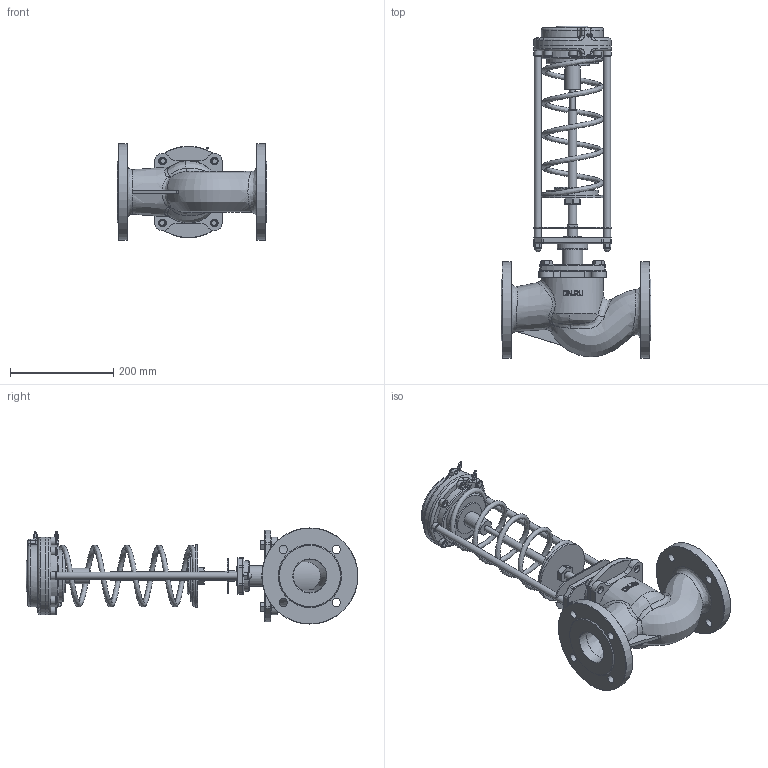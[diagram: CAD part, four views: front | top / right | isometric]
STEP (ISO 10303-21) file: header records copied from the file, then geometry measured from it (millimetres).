
FILE_DESCRIPTION(/* description */ (''),/* implementation_level */ '2;1');
FILE_NAME(/* name */ 'DN65_3D_STEP.stp',/* time_stamp */ '2024-04-25T10:36:14+03:00',/* author */ ('igorr'),/* organization */ (''),/* preprocessor_version */ 'ST-DEVELOPER v19.2',/* originating_system */ 'Autodesk Inventor 2023',/* authorisation */ '');
FILE_SCHEMA (('AUTOMOTIVE_DESIGN { 1 0 10303 214 3 1 1 }'));
Length unit declared in the file: millimetre
Products named in the file (6): Сборка; Деталь2; Деталь1; CNS 4473 - M 8; AS 1420 - 1973 - M10 x 20; AS 1110 - M12 x 20
Assembly tree (16 placements, depth 2):
  Сборка
    Деталь2
    Деталь1
    CNS 4473 - M 8  x2
    AS 1420 - 1973 - M10 x 20  x8
    AS 1110 - M12 x 20  x4
Bounding box: 290 x 642 x 186 mm (x, y, z)
Volume: 4478918.4 mm3; surface area: 621872 mm2
Topology: 16 solids, 16 shells, 703 faces, 1696 edges, 1068 vertices
Faces by surface type: plane 294, cylinder 194, cone 86, torus 65, bspline 56, sphere 8
Full cylindrical faces by diameter (mm): 1 x2, 4 x2, 4.5 x10, 5 x2, 6.1 x8, 6.647 x2, 6.657 x1, 10 x10, 11.181 x1, 12 x4, 12.5 x2, 12.542 x1, 12.75 x1, 13.606 x2, 13.63 x2, 15 x4, 16 x18, 18 x4, 20 x1, 30 x1, 35 x1, 40 x1, 58.879 x1, 60 x1, 65 x3, 70 x1, 90 x1, 100 x2, 120 x2, 150 x2
Entity records: 21331 total; most frequent: CARTESIAN_POINT 8659, DIRECTION 2522, ORIENTED_EDGE 2460, EDGE_CURVE 1230, AXIS2_PLACEMENT_3D 1024, VERTEX_POINT 777, EDGE_LOOP 611, CIRCLE 544
